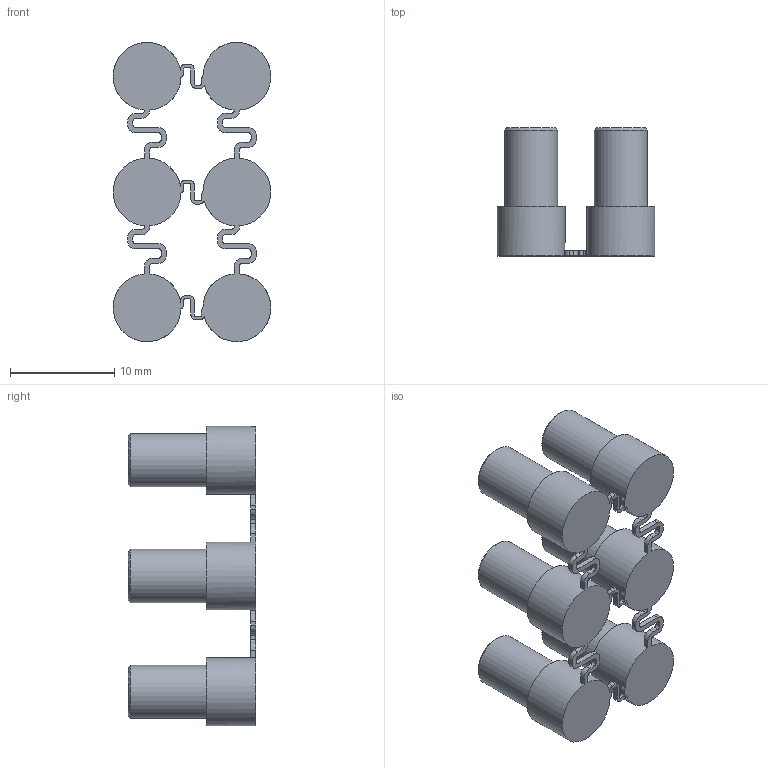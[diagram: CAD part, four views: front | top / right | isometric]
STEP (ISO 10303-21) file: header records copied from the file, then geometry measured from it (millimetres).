
FILE_DESCRIPTION(/* description */ (''),/* implementation_level */ '2;1');
FILE_NAME(/* name */ 'Mod17_Buttons.step',/* time_stamp */ '2022-12-12T23:14:50-05:00',/* author */ (''),/* organization */ (''),/* preprocessor_version */ 'ST-DEVELOPER v19.2',/* originating_system */ 'Autodesk Translation Framework v11.17.0.187',/* authorisation */ '');
FILE_SCHEMA (('AUTOMOTIVE_DESIGN { 1 0 10303 214 3 1 1 }'));
Length unit declared in the file: millimetre
Products named in the file (1): Buttons
Bounding box: 15.11 x 12.25 x 28.69 mm (x, y, z)
Volume: 1875 mm3; surface area: 1786.6 mm2
Topology: 1 solids, 1 shells, 199 faces, 573 edges, 380 vertices
Faces by surface type: plane 103, cylinder 90, cone 6
Full cylindrical faces by diameter (mm): 5.1 x6, 6.5 x6
Entity records: 6641 total; most frequent: DIRECTION 1187, CARTESIAN_POINT 1153, ORIENTED_EDGE 1146, EDGE_CURVE 573, AXIS2_PLACEMENT_3D 414, VERTEX_POINT 380, LINE 359, VECTOR 359
